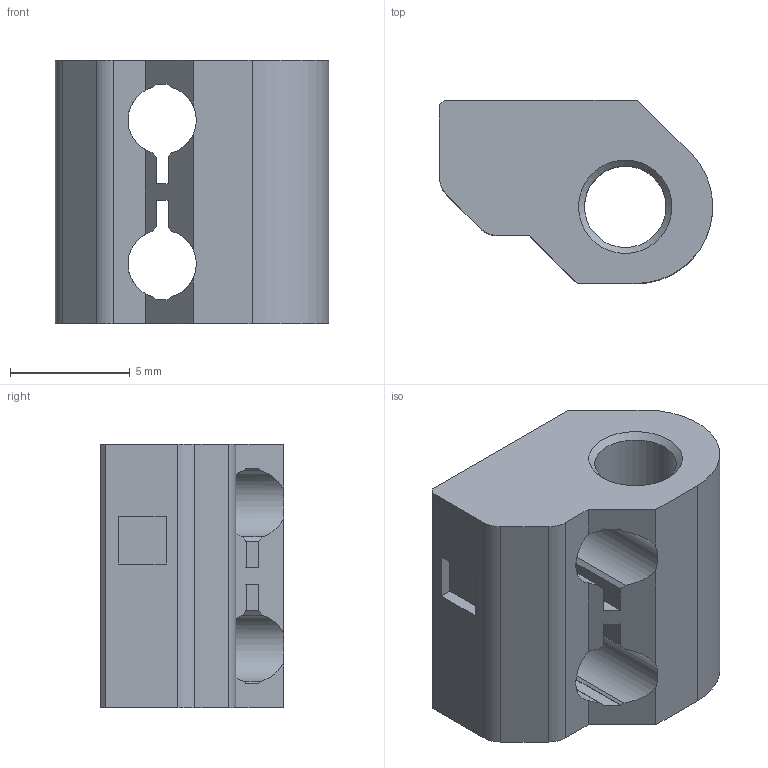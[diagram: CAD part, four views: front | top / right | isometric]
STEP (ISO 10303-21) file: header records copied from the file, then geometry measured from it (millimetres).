
FILE_DESCRIPTION(/* description */ (''),/* implementation_level */ '2;1');
FILE_NAME(/* name */ 'idler-nut_R.stp',/* time_stamp */ '2024-01-18T14:35:14+01:00',/* author */ ('Mikuláček'),/* organization */ (''),/* preprocessor_version */ 'ST-DEVELOPER v19.2',/* originating_system */ 'Autodesk Inventor 2023',/* authorisation */ '');
FILE_SCHEMA (('AUTOMOTIVE_DESIGN { 1 0 10303 214 3 1 1 }'));
Length unit declared in the file: millimetre
Products named in the file (1): idler-nut
Bounding box: 11.39 x 7.65 x 11 mm (x, y, z)
Volume: 558.2 mm3; surface area: 706 mm2
Topology: 1 solids, 1 shells, 47 faces, 136 edges, 90 vertices
Faces by surface type: plane 37, cylinder 8, cone 2
Full cylindrical faces by diameter (mm): 3.4 x1
Entity records: 1604 total; most frequent: CARTESIAN_POINT 274, ORIENTED_EDGE 272, DIRECTION 258, EDGE_CURVE 136, LINE 110, VECTOR 110, VERTEX_POINT 90, AXIS2_PLACEMENT_3D 74
